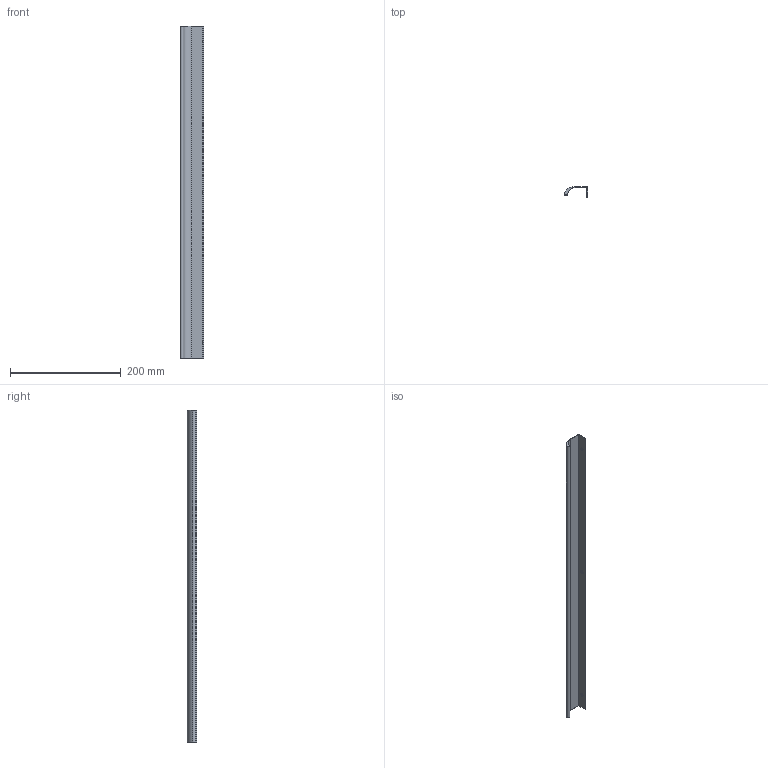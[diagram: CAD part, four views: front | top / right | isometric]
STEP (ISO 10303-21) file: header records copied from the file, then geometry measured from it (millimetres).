
FILE_DESCRIPTION(/* description */ (''),/* implementation_level */ '2;1');
FILE_NAME(/* name */ '0372_600_00.stp',/* time_stamp */ '2023-01-02T11:41:52+01:00',/* author */ ('jferrer'),/* organization */ (''),/* preprocessor_version */ 'ST-DEVELOPER v18.1',/* originating_system */ 'Autodesk Inventor 2022',/* authorisation */ '');
FILE_SCHEMA (('CONFIG_CONTROL_DESIGN'));
Length unit declared in the file: millimetre
Products named in the file (1): 0372_600_00
Bounding box: 42 x 18 x 600 mm (x, y, z)
Volume: 73183.8 mm3; surface area: 79683.1 mm2
Topology: 1 solids, 1 shells, 15 faces, 39 edges, 26 vertices
Faces by surface type: cylinder 6, plane 5, bspline 4
Full cylindrical faces by diameter (mm): 5.2 x3
Entity records: 962 total; most frequent: CARTESIAN_POINT 562, ORIENTED_EDGE 78, DIRECTION 61, EDGE_CURVE 39, VERTEX_POINT 26, EDGE_LOOP 21, AXIS2_PLACEMENT_3D 21, LINE 19
